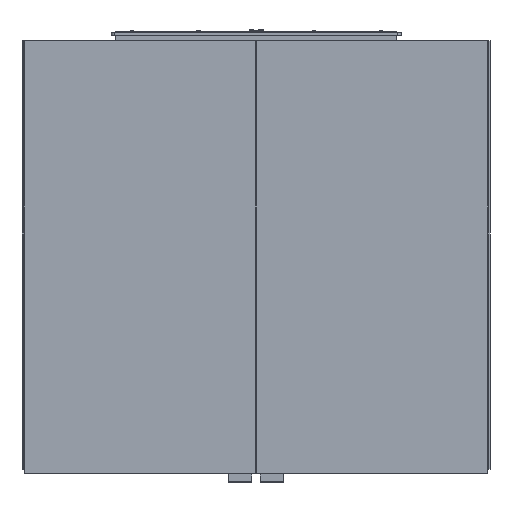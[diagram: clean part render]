
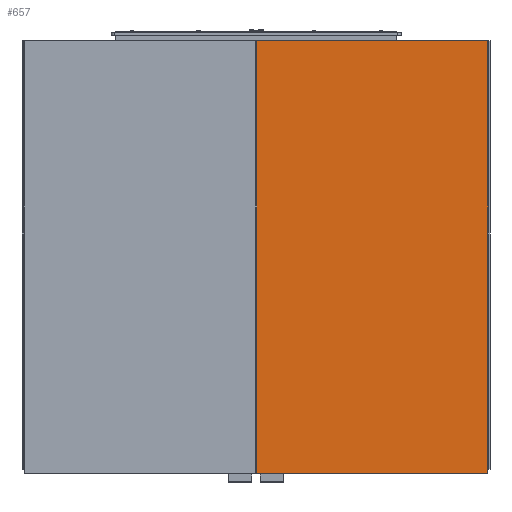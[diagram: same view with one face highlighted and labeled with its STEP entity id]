
A CAD part, front view. The second image highlights one B-rep face of the part: STEP entity #657.
In plain terms, the highlighted planar face has unit normal (0, -1, 0).
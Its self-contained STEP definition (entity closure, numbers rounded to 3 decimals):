
#657=ADVANCED_FACE($,(#1728),#15643,.T.);
#1728=FACE_OUTER_BOUND($,#2815,.T.);
#2815=EDGE_LOOP($,(#6631,#6632,#6633,#6634));
#6631=ORIENTED_EDGE($,*,*,#11235,.T.);
#6632=ORIENTED_EDGE($,*,*,#11236,.T.);
#6633=ORIENTED_EDGE($,*,*,#11237,.T.);
#6634=ORIENTED_EDGE($,*,*,#11238,.T.);
#11235=EDGE_CURVE($,#13820,#13821,#16983,.T.);
#11236=EDGE_CURVE($,#13821,#13822,#16984,.T.);
#11237=EDGE_CURVE($,#13822,#13823,#16985,.T.);
#11238=EDGE_CURVE($,#13823,#13820,#16986,.T.);
#13820=VERTEX_POINT($,#28762);
#13821=VERTEX_POINT($,#28763);
#13822=VERTEX_POINT($,#28764);
#13823=VERTEX_POINT($,#28765);
#15643=PLANE($,#19457);
#16983=B_SPLINE_CURVE_WITH_KNOTS($,1,(#28732,#28733),.UNSPECIFIED.,.F.,.F.,
(2,2),(0.,746.),.UNSPECIFIED.);
#16984=B_SPLINE_CURVE_WITH_KNOTS($,1,(#28734,#28735),.UNSPECIFIED.,.F.,.F.,
(2,2),(0.,398.5),.UNSPECIFIED.);
#16985=B_SPLINE_CURVE_WITH_KNOTS($,1,(#28736,#28737),.UNSPECIFIED.,.F.,.F.,
(2,2),(-746.,0.),.UNSPECIFIED.);
#16986=B_SPLINE_CURVE_WITH_KNOTS($,1,(#28738,#28739),.UNSPECIFIED.,.F.,.F.,
(2,2),(-398.5,0.),.UNSPECIFIED.);
#19457=AXIS2_PLACEMENT_3D($,#28756,#19992,$);
#19992=DIRECTION($,(0.,-1.,0.));
#28732=CARTESIAN_POINT($,(12379.403,4280.876,-0.5));
#28733=CARTESIAN_POINT($,(12379.403,4280.876,-746.5));
#28734=CARTESIAN_POINT($,(12379.403,4280.876,-746.5));
#28735=CARTESIAN_POINT($,(12777.903,4280.876,-746.5));
#28736=CARTESIAN_POINT($,(12777.903,4280.876,-746.5));
#28737=CARTESIAN_POINT($,(12777.903,4280.876,-0.5));
#28738=CARTESIAN_POINT($,(12777.903,4280.876,-0.5));
#28739=CARTESIAN_POINT($,(12379.403,4280.876,-0.5));
#28756=CARTESIAN_POINT($,(12379.403,4280.876,-0.5));
#28762=CARTESIAN_POINT($,(12379.403,4280.876,-0.5));
#28763=CARTESIAN_POINT($,(12379.403,4280.876,-746.5));
#28764=CARTESIAN_POINT($,(12777.903,4280.876,-746.5));
#28765=CARTESIAN_POINT($,(12777.903,4280.876,-0.5));
